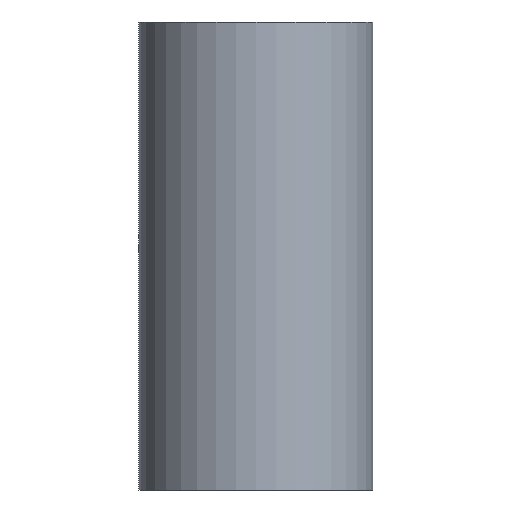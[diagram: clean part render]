
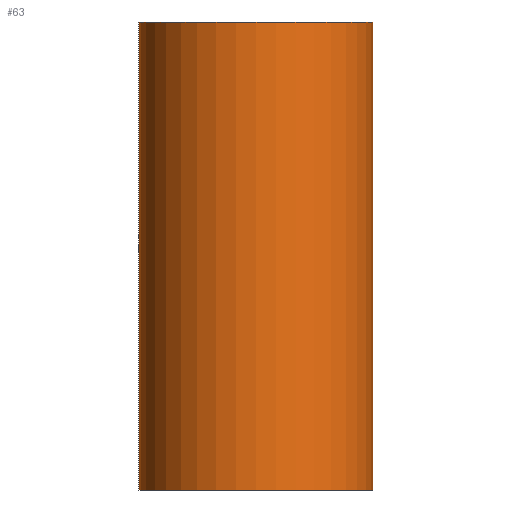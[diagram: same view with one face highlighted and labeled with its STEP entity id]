
A CAD part, front view. The second image highlights one B-rep face of the part: STEP entity #63.
In plain terms, the highlighted cylindrical face has radius 5 mm (diameter 10 mm), a partial arc.
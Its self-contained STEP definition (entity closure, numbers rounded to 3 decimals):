
#12 = VERTEX_POINT ( 'NONE', #309 ) ;
#28 = DIRECTION ( 'NONE',  ( 1., 0., 0. ) ) ;
#53 = EDGE_CURVE ( 'NONE', #12, #145, #198, .T. ) ;
#63 = ADVANCED_FACE ( 'NONE', ( #271 ), #313, .T. ) ;
#67 = CARTESIAN_POINT ( 'NONE',  ( 5., 0., 20. ) ) ;
#69 = LINE ( 'NONE', #319, #174 ) ;
#70 = ORIENTED_EDGE ( 'NONE', *, *, #53, .F. ) ;
#71 = DIRECTION ( 'NONE',  ( 0., 0., -1. ) ) ;
#81 = VECTOR ( 'NONE', #71, 1000. ) ;
#87 = AXIS2_PLACEMENT_3D ( 'NONE', #134, #140, #249 ) ;
#108 = ORIENTED_EDGE ( 'NONE', *, *, #237, .T. ) ;
#109 = CARTESIAN_POINT ( 'NONE',  ( 0., 0., 20. ) ) ;
#125 = AXIS2_PLACEMENT_3D ( 'NONE', #109, #286, #28 ) ;
#134 = CARTESIAN_POINT ( 'NONE',  ( 0., 0., 20. ) ) ;
#140 = DIRECTION ( 'NONE',  ( 0., 0., -1. ) ) ;
#145 = VERTEX_POINT ( 'NONE', #246 ) ;
#148 = CIRCLE ( 'NONE', #275, 5. ) ;
#154 = ORIENTED_EDGE ( 'NONE', *, *, #234, .F. ) ;
#171 = LINE ( 'NONE', #67, #81 ) ;
#174 = VECTOR ( 'NONE', #317, 1000. ) ;
#198 = CIRCLE ( 'NONE', #125, 5. ) ;
#234 = EDGE_CURVE ( 'NONE', #145, #323, #171, .T. ) ;
#237 = EDGE_CURVE ( 'NONE', #276, #323, #148, .T. ) ;
#246 = CARTESIAN_POINT ( 'NONE',  ( 5., 0., 20. ) ) ;
#248 = EDGE_LOOP ( 'NONE', ( #154, #70, #303, #108 ) ) ;
#249 = DIRECTION ( 'NONE',  ( -1., 0., 0. ) ) ;
#251 = CARTESIAN_POINT ( 'NONE',  ( -5., 0., 0. ) ) ;
#256 = DIRECTION ( 'NONE',  ( 0., 0., 1. ) ) ;
#271 = FACE_OUTER_BOUND ( 'NONE', #248, .T. ) ;
#275 = AXIS2_PLACEMENT_3D ( 'NONE', #330, #256, #277 ) ;
#276 = VERTEX_POINT ( 'NONE', #251 ) ;
#277 = DIRECTION ( 'NONE',  ( 1., 0., 0. ) ) ;
#286 = DIRECTION ( 'NONE',  ( 0., 0., 1. ) ) ;
#287 = EDGE_CURVE ( 'NONE', #12, #276, #69, .T. ) ;
#303 = ORIENTED_EDGE ( 'NONE', *, *, #287, .T. ) ;
#309 = CARTESIAN_POINT ( 'NONE',  ( -5., 0., 20. ) ) ;
#313 = CYLINDRICAL_SURFACE ( 'NONE', #87, 5. ) ;
#317 = DIRECTION ( 'NONE',  ( 0., 0., -1. ) ) ;
#319 = CARTESIAN_POINT ( 'NONE',  ( -5., 0., 20. ) ) ;
#323 = VERTEX_POINT ( 'NONE', #326 ) ;
#326 = CARTESIAN_POINT ( 'NONE',  ( 5., 0., 0. ) ) ;
#330 = CARTESIAN_POINT ( 'NONE',  ( 0., 0., 0. ) ) ;
